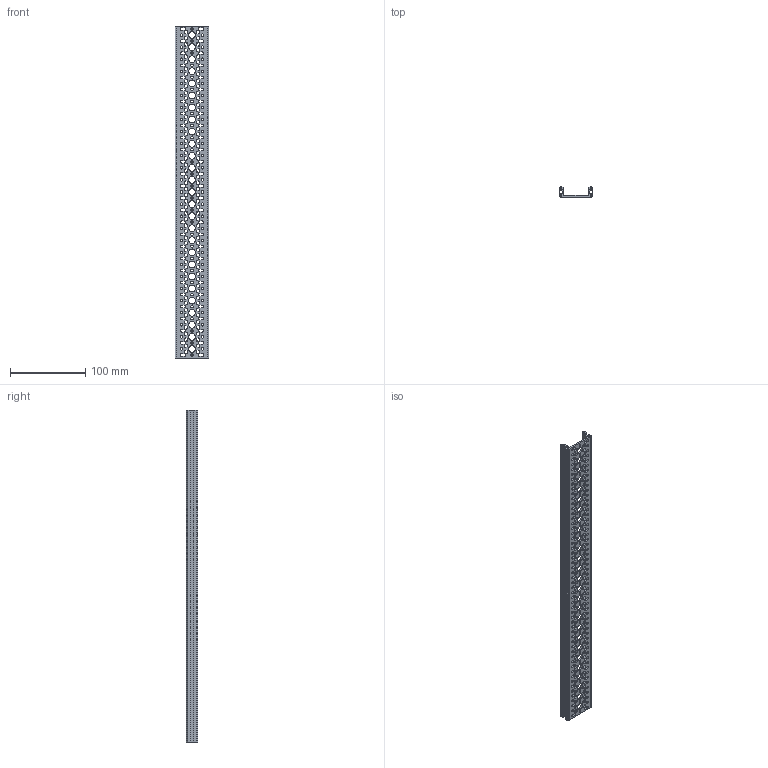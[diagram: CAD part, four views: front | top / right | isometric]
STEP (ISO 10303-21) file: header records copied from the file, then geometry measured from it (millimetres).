
FILE_DESCRIPTION (( 'STEP AP203' ), '1' );
FILE_NAME ('REV-41-1761.STEP', '2019-07-11T20:33:54', ( '' ), ( '' ), 'SwSTEP 2.0', 'SolidWorks 2018', '' );
FILE_SCHEMA (( 'CONFIG_CONTROL_DESIGN' ));
Length unit declared in the file: millimetre
Products named in the file (1): REV-41-1761
Bounding box: 45 x 15 x 440 mm (x, y, z)
Volume: 68993.1 mm3; surface area: 84688.5 mm2
Topology: 1 solids, 1 shells, 1072 faces, 3210 edges, 2140 vertices
Faces by surface type: cylinder 708, plane 364
Entity records: 37919 total; most frequent: DIRECTION 6772, CARTESIAN_POINT 6423, ORIENTED_EDGE 6420, EDGE_CURVE 3210, AXIS2_PLACEMENT_3D 2489, VERTEX_POINT 2140, LINE 1794, VECTOR 1794
